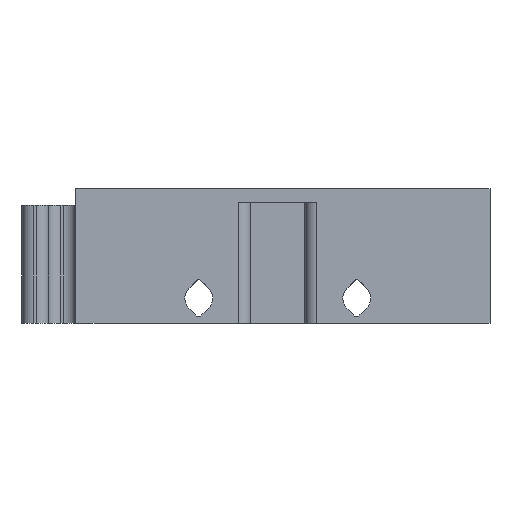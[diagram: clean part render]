
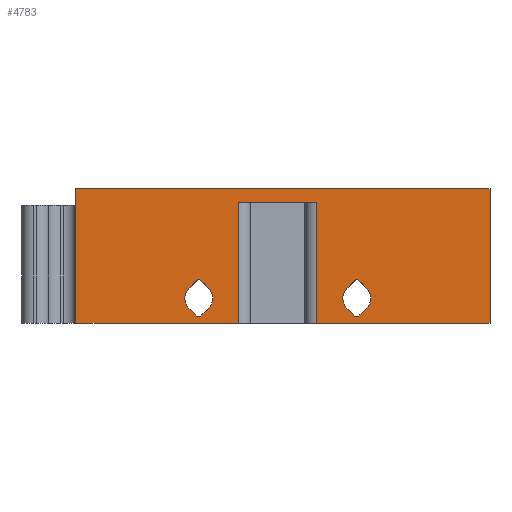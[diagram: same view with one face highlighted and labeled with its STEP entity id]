
A CAD part, front view. The second image highlights one B-rep face of the part: STEP entity #4783.
In plain terms, the highlighted planar face has unit normal (0, -1, 0).
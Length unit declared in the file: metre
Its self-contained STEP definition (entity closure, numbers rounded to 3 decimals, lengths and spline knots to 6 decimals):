
#158=CIRCLE('',#5063,0.0004);
#159=CIRCLE('',#5064,0.002075);
#160=CIRCLE('',#5065,0.0004);
#161=CIRCLE('',#5066,0.002075);
#162=CIRCLE('',#5067,0.002075);
#163=CIRCLE('',#5068,0.0004);
#164=CIRCLE('',#5069,0.002075);
#165=CIRCLE('',#5070,0.0004);
#637=ORIENTED_EDGE('',*,*,#2025,.F.);
#638=ORIENTED_EDGE('',*,*,#2026,.T.);
#639=ORIENTED_EDGE('',*,*,#2027,.T.);
#640=ORIENTED_EDGE('',*,*,#2028,.T.);
#641=ORIENTED_EDGE('',*,*,#2029,.T.);
#642=ORIENTED_EDGE('',*,*,#2030,.T.);
#643=ORIENTED_EDGE('',*,*,#2031,.F.);
#644=ORIENTED_EDGE('',*,*,#2032,.T.);
#645=ORIENTED_EDGE('',*,*,#2033,.T.);
#646=ORIENTED_EDGE('',*,*,#2034,.T.);
#647=ORIENTED_EDGE('',*,*,#1968,.F.);
#648=ORIENTED_EDGE('',*,*,#2035,.T.);
#649=ORIENTED_EDGE('',*,*,#2036,.T.);
#650=ORIENTED_EDGE('',*,*,#2037,.F.);
#651=ORIENTED_EDGE('',*,*,#2038,.T.);
#652=ORIENTED_EDGE('',*,*,#2039,.T.);
#653=ORIENTED_EDGE('',*,*,#2040,.F.);
#654=ORIENTED_EDGE('',*,*,#2041,.T.);
#655=ORIENTED_EDGE('',*,*,#2042,.F.);
#656=ORIENTED_EDGE('',*,*,#2043,.F.);
#657=ORIENTED_EDGE('',*,*,#2044,.F.);
#658=ORIENTED_EDGE('',*,*,#2045,.F.);
#659=ORIENTED_EDGE('',*,*,#2046,.F.);
#660=ORIENTED_EDGE('',*,*,#2047,.T.);
#1968=EDGE_CURVE('',#2679,#2677,#3186,.F.);
#2025=EDGE_CURVE('',#2735,#2736,#3223,.T.);
#2026=EDGE_CURVE('',#2735,#2737,#158,.T.);
#2027=EDGE_CURVE('',#2737,#2738,#3224,.T.);
#2028=EDGE_CURVE('',#2738,#2739,#159,.T.);
#2029=EDGE_CURVE('',#2739,#2740,#3225,.T.);
#2030=EDGE_CURVE('',#2740,#2741,#160,.T.);
#2031=EDGE_CURVE('',#2742,#2741,#3226,.T.);
#2032=EDGE_CURVE('',#2742,#2736,#161,.T.);
#2033=EDGE_CURVE('',#2743,#2744,#3227,.F.);
#2034=EDGE_CURVE('',#2744,#2677,#3228,.T.);
#2035=EDGE_CURVE('',#2679,#2745,#3229,.F.);
#2036=EDGE_CURVE('',#2745,#2746,#3230,.F.);
#2037=EDGE_CURVE('',#2747,#2746,#3231,.T.);
#2038=EDGE_CURVE('',#2747,#2748,#3232,.F.);
#2039=EDGE_CURVE('',#2748,#2743,#3233,.F.);
#2040=EDGE_CURVE('',#2749,#2750,#162,.F.);
#2041=EDGE_CURVE('',#2749,#2751,#3234,.T.);
#2042=EDGE_CURVE('',#2752,#2751,#163,.F.);
#2043=EDGE_CURVE('',#2753,#2752,#3235,.T.);
#2044=EDGE_CURVE('',#2754,#2753,#164,.F.);
#2045=EDGE_CURVE('',#2755,#2754,#3236,.T.);
#2046=EDGE_CURVE('',#2756,#2755,#165,.F.);
#2047=EDGE_CURVE('',#2756,#2750,#3237,.T.);
#2677=VERTEX_POINT('',#7061);
#2679=VERTEX_POINT('',#7065);
#2735=VERTEX_POINT('',#7205);
#2736=VERTEX_POINT('',#7206);
#2737=VERTEX_POINT('',#7208);
#2738=VERTEX_POINT('',#7210);
#2739=VERTEX_POINT('',#7212);
#2740=VERTEX_POINT('',#7214);
#2741=VERTEX_POINT('',#7216);
#2742=VERTEX_POINT('',#7218);
#2743=VERTEX_POINT('',#7221);
#2744=VERTEX_POINT('',#7222);
#2745=VERTEX_POINT('',#7225);
#2746=VERTEX_POINT('',#7227);
#2747=VERTEX_POINT('',#7229);
#2748=VERTEX_POINT('',#7231);
#2749=VERTEX_POINT('',#7234);
#2750=VERTEX_POINT('',#7235);
#2751=VERTEX_POINT('',#7237);
#2752=VERTEX_POINT('',#7239);
#2753=VERTEX_POINT('',#7241);
#2754=VERTEX_POINT('',#7243);
#2755=VERTEX_POINT('',#7245);
#2756=VERTEX_POINT('',#7247);
#3186=LINE('',#7066,#3668);
#3223=LINE('',#7204,#3705);
#3224=LINE('',#7209,#3706);
#3225=LINE('',#7213,#3707);
#3226=LINE('',#7217,#3708);
#3227=LINE('',#7220,#3709);
#3228=LINE('',#7223,#3710);
#3229=LINE('',#7224,#3711);
#3230=LINE('',#7226,#3712);
#3231=LINE('',#7228,#3713);
#3232=LINE('',#7230,#3714);
#3233=LINE('',#7232,#3715);
#3234=LINE('',#7236,#3716);
#3235=LINE('',#7240,#3717);
#3236=LINE('',#7244,#3718);
#3237=LINE('',#7248,#3719);
#3668=VECTOR('',#5565,1.);
#3705=VECTOR('',#5622,1.);
#3706=VECTOR('',#5625,1.);
#3707=VECTOR('',#5628,1.);
#3708=VECTOR('',#5631,1.);
#3709=VECTOR('',#5634,1.);
#3710=VECTOR('',#5635,1.);
#3711=VECTOR('',#5636,1.);
#3712=VECTOR('',#5637,1.);
#3713=VECTOR('',#5638,1.);
#3714=VECTOR('',#5639,1.);
#3715=VECTOR('',#5640,1.);
#3716=VECTOR('',#5643,1.);
#3717=VECTOR('',#5646,1.);
#3718=VECTOR('',#5649,1.);
#3719=VECTOR('',#5652,1.);
#4115=EDGE_LOOP('',(#637,#638,#639,#640,#641,#642,#643,#644));
#4116=EDGE_LOOP('',(#645,#646,#647,#648,#649,#650,#651,#652));
#4117=EDGE_LOOP('',(#653,#654,#655,#656,#657,#658,#659,#660));
#4379=FACE_BOUND('',#4115,.T.);
#4380=FACE_BOUND('',#4116,.T.);
#4381=FACE_BOUND('',#4117,.T.);
#4627=PLANE('',#5062);
#4783=ADVANCED_FACE('',(#4379,#4380,#4381),#4627,.F.);
#5062=AXIS2_PLACEMENT_3D('',#7203,#5620,#5621);
#5063=AXIS2_PLACEMENT_3D('',#7207,#5623,#5624);
#5064=AXIS2_PLACEMENT_3D('',#7211,#5626,#5627);
#5065=AXIS2_PLACEMENT_3D('',#7215,#5629,#5630);
#5066=AXIS2_PLACEMENT_3D('',#7219,#5632,#5633);
#5067=AXIS2_PLACEMENT_3D('',#7233,#5641,#5642);
#5068=AXIS2_PLACEMENT_3D('',#7238,#5644,#5645);
#5069=AXIS2_PLACEMENT_3D('',#7242,#5647,#5648);
#5070=AXIS2_PLACEMENT_3D('',#7246,#5650,#5651);
#5565=DIRECTION('',(-1.,0.,0.));
#5620=DIRECTION('',(0.,1.,0.));
#5621=DIRECTION('',(-1.,0.,0.));
#5622=DIRECTION('',(0.707,0.,0.707));
#5623=DIRECTION('',(0.,1.,0.));
#5624=DIRECTION('',(-1.,0.,0.));
#5625=DIRECTION('',(-0.707,0.,0.707));
#5626=DIRECTION('',(0.,1.,0.));
#5627=DIRECTION('',(-1.,0.,0.));
#5628=DIRECTION('',(0.707,0.,0.707));
#5629=DIRECTION('',(0.,1.,0.));
#5630=DIRECTION('',(-1.,0.,0.));
#5631=DIRECTION('',(-0.707,0.,0.707));
#5632=DIRECTION('',(0.,1.,0.));
#5633=DIRECTION('',(-1.,0.,0.));
#5634=DIRECTION('',(-1.,0.,0.));
#5635=DIRECTION('',(0.,0.,1.));
#5636=DIRECTION('',(0.,0.,1.));
#5637=DIRECTION('',(-1.,0.,0.));
#5638=DIRECTION('',(0.,0.,-1.));
#5639=DIRECTION('',(-1.,0.,0.));
#5640=DIRECTION('',(0.,0.,1.));
#5641=DIRECTION('',(0.,1.,0.));
#5642=DIRECTION('',(-1.,0.,0.));
#5643=DIRECTION('',(0.707,0.,0.707));
#5644=DIRECTION('',(0.,1.,0.));
#5645=DIRECTION('',(-1.,0.,0.));
#5646=DIRECTION('',(-0.707,0.,0.707));
#5647=DIRECTION('',(0.,1.,0.));
#5648=DIRECTION('',(-1.,0.,0.));
#5649=DIRECTION('',(0.707,0.,0.707));
#5650=DIRECTION('',(0.,1.,0.));
#5651=DIRECTION('',(-1.,0.,0.));
#5652=DIRECTION('',(-0.707,0.,0.707));
#7061=CARTESIAN_POINT('',(1.6515,0.630025,0.38));
#7065=CARTESIAN_POINT('',(1.590025,0.630025,0.38));
#7066=CARTESIAN_POINT('',(1.662111,0.630025,0.38));
#7203=CARTESIAN_POINT('',(1.662111,0.630025,0.38));
#7204=CARTESIAN_POINT('',(1.656523,0.630025,0.385588));
#7205=CARTESIAN_POINT('',(1.632016,0.630025,0.361082));
#7206=CARTESIAN_POINT('',(1.633201,0.630025,0.362266));
#7207=CARTESIAN_POINT('',(1.631733,0.630025,0.361365));
#7208=CARTESIAN_POINT('',(1.631451,0.630025,0.361082));
#7209=CARTESIAN_POINT('',(1.637322,0.630025,0.355211));
#7210=CARTESIAN_POINT('',(1.630266,0.630025,0.362266));
#7211=CARTESIAN_POINT('',(1.631733,0.630025,0.363733));
#7212=CARTESIAN_POINT('',(1.630266,0.630025,0.365201));
#7213=CARTESIAN_POINT('',(1.653588,0.630025,0.388523));
#7214=CARTESIAN_POINT('',(1.631451,0.630025,0.366385));
#7215=CARTESIAN_POINT('',(1.631733,0.630025,0.366102));
#7216=CARTESIAN_POINT('',(1.632016,0.630025,0.366385));
#7217=CARTESIAN_POINT('',(1.640256,0.630025,0.358145));
#7218=CARTESIAN_POINT('',(1.633201,0.630025,0.365201));
#7219=CARTESIAN_POINT('',(1.631733,0.630025,0.363733));
#7220=CARTESIAN_POINT('',(1.662111,0.630025,0.36));
#7221=CARTESIAN_POINT('',(1.625778,0.630025,0.36));
#7222=CARTESIAN_POINT('',(1.6515,0.630025,0.36));
#7223=CARTESIAN_POINT('',(1.6515,0.630025,0.38));
#7224=CARTESIAN_POINT('',(1.590025,0.630025,0.38));
#7225=CARTESIAN_POINT('',(1.590025,0.630025,0.36));
#7226=CARTESIAN_POINT('',(1.662111,0.630025,0.36));
#7227=CARTESIAN_POINT('',(1.614222,0.630025,0.36));
#7228=CARTESIAN_POINT('',(1.614222,0.630025,0.38));
#7229=CARTESIAN_POINT('',(1.614222,0.630025,0.378));
#7230=CARTESIAN_POINT('',(1.662111,0.630025,0.378));
#7231=CARTESIAN_POINT('',(1.625778,0.630025,0.378));
#7232=CARTESIAN_POINT('',(1.625778,0.630025,0.38));
#7233=CARTESIAN_POINT('',(1.608267,0.630025,0.363733));
#7234=CARTESIAN_POINT('',(1.606799,0.630025,0.365201));
#7235=CARTESIAN_POINT('',(1.606799,0.630025,0.362266));
#7236=CARTESIAN_POINT('',(1.641855,0.630025,0.400256));
#7237=CARTESIAN_POINT('',(1.607984,0.630025,0.366385));
#7238=CARTESIAN_POINT('',(1.608267,0.630025,0.366102));
#7239=CARTESIAN_POINT('',(1.608549,0.630025,0.366385));
#7240=CARTESIAN_POINT('',(1.628523,0.630025,0.346412));
#7241=CARTESIAN_POINT('',(1.609734,0.630025,0.365201));
#7242=CARTESIAN_POINT('',(1.608267,0.630025,0.363733));
#7243=CARTESIAN_POINT('',(1.609734,0.630025,0.362266));
#7244=CARTESIAN_POINT('',(1.644789,0.630025,0.397322));
#7245=CARTESIAN_POINT('',(1.608549,0.630025,0.361082));
#7246=CARTESIAN_POINT('',(1.608267,0.630025,0.361365));
#7247=CARTESIAN_POINT('',(1.607984,0.630025,0.361082));
#7248=CARTESIAN_POINT('',(1.625588,0.630025,0.343477));
